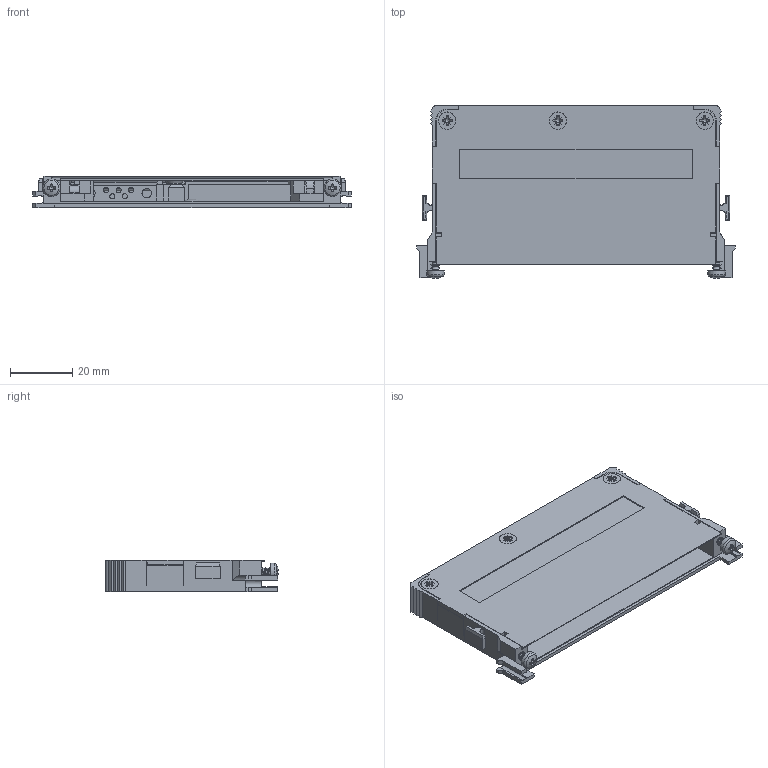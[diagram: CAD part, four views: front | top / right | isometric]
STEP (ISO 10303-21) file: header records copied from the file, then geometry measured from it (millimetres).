
FILE_DESCRIPTION(/* description */ (''),/* implementation_level */ '2;1');
FILE_NAME(/* name */ '100083540ugm000_c.stp',/* time_stamp */ '2018-01-31T10:02:09+01:00',/* author */ (''),/* organization */ (''),/* preprocessor_version */ 'ST-DEVELOPER v16',/* originating_system */ 'SIEMENS PLM Software NX 10.0',/* authorisation */ '');
FILE_SCHEMA (('AUTOMOTIVE_DESIGN { 1 0 10303 214 3 1 1 1 }'));
Length unit declared in the file: millimetre
Products named in the file (1): 100083540ugm000_c
Bounding box: 102 x 55.22 x 9.95 mm (x, y, z)
Volume: 17728.9 mm3; surface area: 25511.6 mm2
Topology: 1 solids, 28 shells, 1000 faces, 2806 edges, 1839 vertices
Faces by surface type: plane 711, cone 131, cylinder 124, torus 30, sphere 4
Full cylindrical faces by diameter (mm): 1.65 x5, 2.18 x6, 3.05 x5, 5 x1, 5.5 x3, 5.55 x3
Entity records: 32503 total; most frequent: CARTESIAN_POINT 7487, ORIENTED_EDGE 5396, DIRECTION 4689, EDGE_CURVE 2698, LINE 1891, VECTOR 1891, VERTEX_POINT 1800, AXIS2_PLACEMENT_3D 1399
